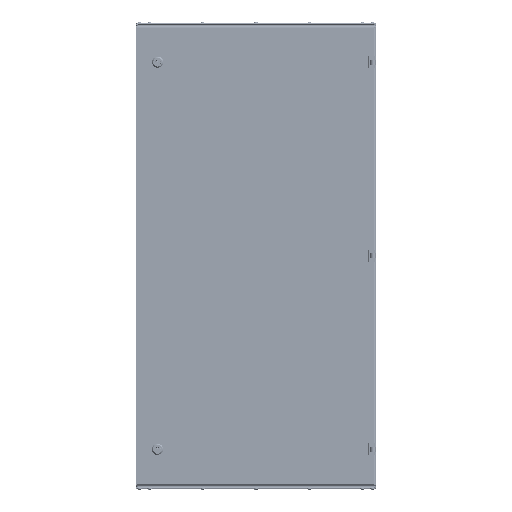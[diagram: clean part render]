
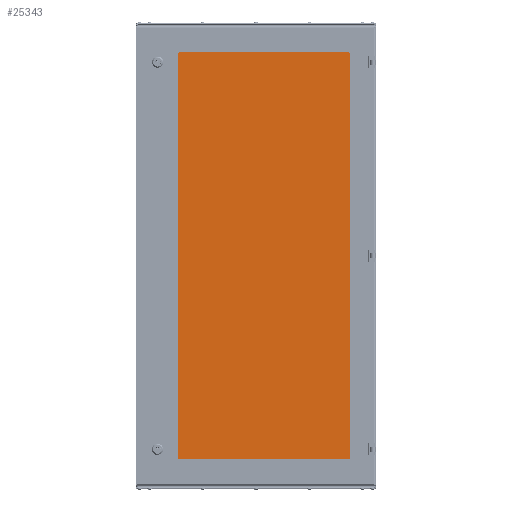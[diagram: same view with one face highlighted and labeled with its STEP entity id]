
A CAD part, top view. The second image highlights one B-rep face of the part: STEP entity #25343.
In plain terms, the highlighted planar face has unit normal (0, 0, 1).
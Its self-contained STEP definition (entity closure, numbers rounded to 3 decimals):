
#15 = ORIENTED_EDGE ( 'NONE', *, *, #88589, .T. ) ;
#2288 = LINE ( 'NONE', #65995, #49899 ) ;
#6232 = CARTESIAN_POINT ( 'NONE',  ( -227.75, 510.5, 4. ) ) ;
#6897 = ORIENTED_EDGE ( 'NONE', *, *, #15489, .T. ) ;
#11270 = CARTESIAN_POINT ( 'NONE',  ( 0., 0., 4. ) ) ;
#12199 = AXIS2_PLACEMENT_3D ( 'NONE', #33380, #60736, #65721 ) ;
#12606 = CARTESIAN_POINT ( 'NONE',  ( -227.75, -510.5, 4. ) ) ;
#13098 = EDGE_CURVE ( 'NONE', #88500, #36472, #42930, .T. ) ;
#13820 = CARTESIAN_POINT ( 'NONE',  ( -217.75, 520.5, 4. ) ) ;
#15489 = EDGE_CURVE ( 'NONE', #64997, #55204, #61365, .T. ) ;
#15563 = VERTEX_POINT ( 'NONE', #50136 ) ;
#16295 = EDGE_CURVE ( 'NONE', #38248, #64997, #49777, .T. ) ;
#16838 = AXIS2_PLACEMENT_3D ( 'NONE', #25243, #38211, #79973 ) ;
#18122 = DIRECTION ( 'NONE',  ( -1., 0., 0. ) ) ;
#18847 = EDGE_CURVE ( 'NONE', #36472, #15563, #48177, .T. ) ;
#19951 = CIRCLE ( 'NONE', #28566, 10. ) ;
#20242 = CARTESIAN_POINT ( 'NONE',  ( -217.75, -520.5, 4. ) ) ;
#20753 = LINE ( 'NONE', #47640, #80599 ) ;
#20992 = VERTEX_POINT ( 'NONE', #63984 ) ;
#25243 = CARTESIAN_POINT ( 'NONE',  ( -217.75, 510.5, 4. ) ) ;
#25343 = ADVANCED_FACE ( 'NONE', ( #59679 ), #46243, .F. ) ;
#26878 = DIRECTION ( 'NONE',  ( 0., -1., 0. ) ) ;
#28566 = AXIS2_PLACEMENT_3D ( 'NONE', #81595, #53706, #32634 ) ;
#32634 = DIRECTION ( 'NONE',  ( -1., 0., 0. ) ) ;
#33380 = CARTESIAN_POINT ( 'NONE',  ( -217.75, -510.5, 4. ) ) ;
#33979 = DIRECTION ( 'NONE',  ( 1., 0., 0. ) ) ;
#36341 = ORIENTED_EDGE ( 'NONE', *, *, #78638, .T. ) ;
#36472 = VERTEX_POINT ( 'NONE', #69188 ) ;
#38211 = DIRECTION ( 'NONE',  ( 0., 0., 1. ) ) ;
#38248 = VERTEX_POINT ( 'NONE', #13820 ) ;
#38747 = AXIS2_PLACEMENT_3D ( 'NONE', #11270, #80396, #87583 ) ;
#41533 = EDGE_CURVE ( 'NONE', #15563, #20992, #19951, .T. ) ;
#41898 = CARTESIAN_POINT ( 'NONE',  ( 227.75, -520.5, 4. ) ) ;
#42930 = CIRCLE ( 'NONE', #77353, 10. ) ;
#43320 = ORIENTED_EDGE ( 'NONE', *, *, #70505, .T. ) ;
#46243 = PLANE ( 'NONE',  #38747 ) ;
#47640 = CARTESIAN_POINT ( 'NONE',  ( -227.75, 520.5, 4. ) ) ;
#48177 = LINE ( 'NONE', #41898, #78647 ) ;
#49777 = CIRCLE ( 'NONE', #16838, 10. ) ;
#49899 = VECTOR ( 'NONE', #33979, 1000. ) ;
#50136 = CARTESIAN_POINT ( 'NONE',  ( 227.75, 510.5, 4. ) ) ;
#50435 = ORIENTED_EDGE ( 'NONE', *, *, #18847, .T. ) ;
#50891 = ORIENTED_EDGE ( 'NONE', *, *, #16295, .T. ) ;
#53706 = DIRECTION ( 'NONE',  ( 0., 0., 1. ) ) ;
#55204 = VERTEX_POINT ( 'NONE', #12606 ) ;
#56222 = ORIENTED_EDGE ( 'NONE', *, *, #13098, .T. ) ;
#57575 = CARTESIAN_POINT ( 'NONE',  ( 217.75, -510.5, 4. ) ) ;
#57903 = CARTESIAN_POINT ( 'NONE',  ( 217.75, -520.5, 4. ) ) ;
#58007 = DIRECTION ( 'NONE',  ( 0., 0., 1. ) ) ;
#58912 = EDGE_LOOP ( 'NONE', ( #15, #56222, #50435, #71135, #43320, #50891, #6897, #36341 ) ) ;
#59679 = FACE_OUTER_BOUND ( 'NONE', #58912, .T. ) ;
#60736 = DIRECTION ( 'NONE',  ( 0., 0., 1. ) ) ;
#61365 = LINE ( 'NONE', #87943, #88484 ) ;
#63984 = CARTESIAN_POINT ( 'NONE',  ( 217.75, 520.5, 4. ) ) ;
#64997 = VERTEX_POINT ( 'NONE', #6232 ) ;
#65721 = DIRECTION ( 'NONE',  ( -1., 0., 0. ) ) ;
#65995 = CARTESIAN_POINT ( 'NONE',  ( -227.75, -520.5, 4. ) ) ;
#69188 = CARTESIAN_POINT ( 'NONE',  ( 227.75, -510.5, 4. ) ) ;
#69270 = DIRECTION ( 'NONE',  ( 0., 1., 0. ) ) ;
#70505 = EDGE_CURVE ( 'NONE', #20992, #38248, #20753, .T. ) ;
#71135 = ORIENTED_EDGE ( 'NONE', *, *, #41533, .T. ) ;
#75027 = DIRECTION ( 'NONE',  ( -1., 0., 0. ) ) ;
#77353 = AXIS2_PLACEMENT_3D ( 'NONE', #57575, #58007, #18122 ) ;
#77408 = VERTEX_POINT ( 'NONE', #20242 ) ;
#78638 = EDGE_CURVE ( 'NONE', #55204, #77408, #81029, .T. ) ;
#78647 = VECTOR ( 'NONE', #69270, 1000. ) ;
#79973 = DIRECTION ( 'NONE',  ( -1., 0., 0. ) ) ;
#80396 = DIRECTION ( 'NONE',  ( 0., 0., -1. ) ) ;
#80599 = VECTOR ( 'NONE', #75027, 1000. ) ;
#81029 = CIRCLE ( 'NONE', #12199, 10. ) ;
#81595 = CARTESIAN_POINT ( 'NONE',  ( 217.75, 510.5, 4. ) ) ;
#87583 = DIRECTION ( 'NONE',  ( -1., 0., 0. ) ) ;
#87943 = CARTESIAN_POINT ( 'NONE',  ( -227.75, -520.5, 4. ) ) ;
#88484 = VECTOR ( 'NONE', #26878, 1000. ) ;
#88500 = VERTEX_POINT ( 'NONE', #57903 ) ;
#88589 = EDGE_CURVE ( 'NONE', #77408, #88500, #2288, .T. ) ;
